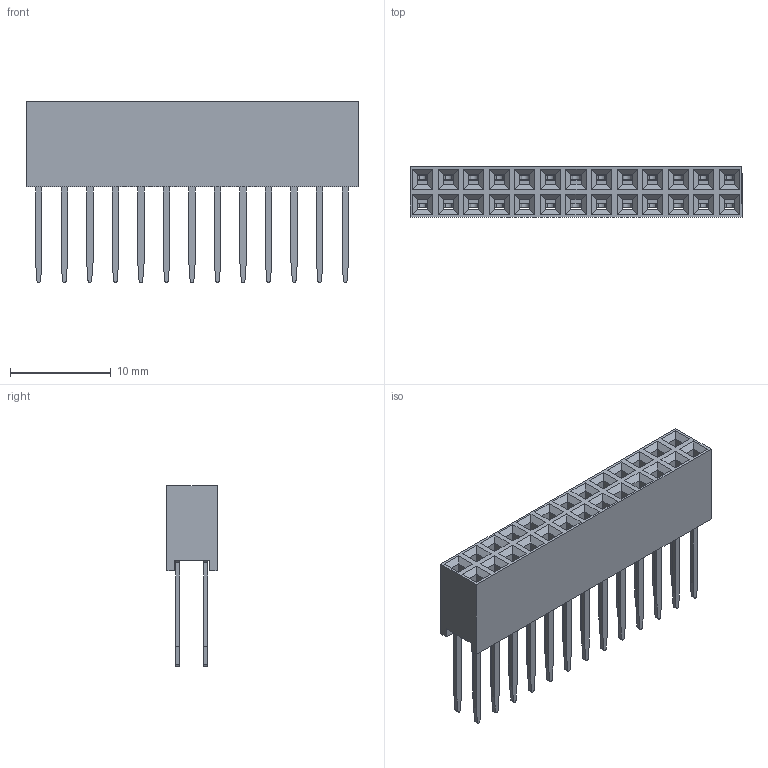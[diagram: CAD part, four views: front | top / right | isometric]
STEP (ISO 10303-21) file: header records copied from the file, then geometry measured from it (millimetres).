
FILE_DESCRIPTION (( 'STEP AP203' ), '1' );
FILE_NAME ('13x2_female_header.STEP', '2013-08-22T12:23:30', ( '' ), ( '' ), 'SwSTEP 2.0', 'SolidWorks 2013', '' );
FILE_SCHEMA (( 'CONFIG_CONTROL_DESIGN' ));
Length unit declared in the file: millimetre
Products named in the file (3): Body_Varsay考an; pin_Varsay考an; 13x2_female_header
Assembly tree (27 placements, depth 2):
  13x2_female_header
    Body_Varsay考an
    pin_Varsay考an  x26
Bounding box: 33.02 x 5 x 18 mm (x, y, z)
Volume: 1137.7 mm3; surface area: 3155.5 mm2
Topology: 27 solids, 27 shells, 998 faces, 2806 edges, 1836 vertices
Faces by surface type: plane 660, cylinder 260, bspline 78
Entity records: 13142 total; most frequent: CARTESIAN_POINT 2221, ORIENTED_EDGE 2162, DIRECTION 1895, EDGE_CURVE 1081, LINE 1055, VECTOR 1055, VERTEX_POINT 686, AXIS2_PLACEMENT_3D 420
